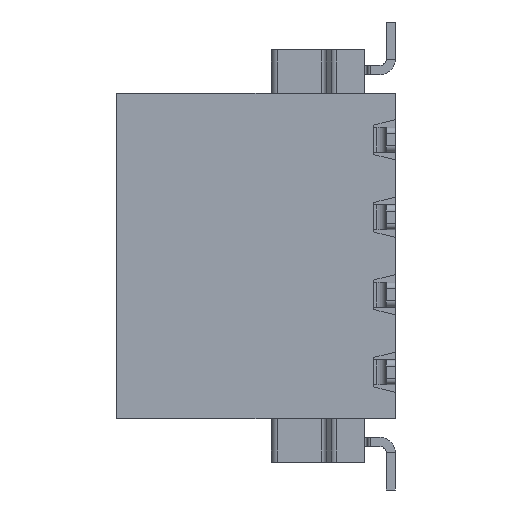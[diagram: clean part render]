
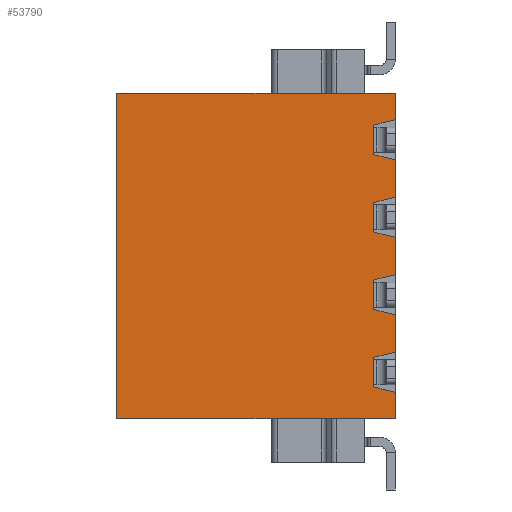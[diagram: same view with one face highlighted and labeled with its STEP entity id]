
A CAD part, front view. The second image highlights one B-rep face of the part: STEP entity #53790.
In plain terms, the highlighted planar face has unit normal (0, -1, 0).
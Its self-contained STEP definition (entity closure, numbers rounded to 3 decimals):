
#6460=CARTESIAN_POINT('',(-4.539,-17.222,5.55));
#6470=VERTEX_POINT('',#6460);
#6520=CARTESIAN_POINT('',(0.,-17.222,5.55));
#6530=DIRECTION('',(1.,0.,0.));
#6540=VECTOR('',#6530,1.);
#6550=LINE('',#6520,#6540);
#6560=CARTESIAN_POINT('',(-13.539,-17.222,5.55));
#6570=VERTEX_POINT('',#6560);
#6580=EDGE_CURVE('',#6570,#6470,#6550,.T.);
#9520=CARTESIAN_POINT('',(-5.239,-17.222,2.025));
#9530=VERTEX_POINT('',#9520);
#9560=CARTESIAN_POINT('',(0.,-17.222,3.335));
#9570=DIRECTION('',(-0.97,0.,-0.243));
#9580=VECTOR('',#9570,1.);
#9590=LINE('',#9560,#9580);
#9600=CARTESIAN_POINT('',(-4.539,-17.222,2.2));
#9610=VERTEX_POINT('',#9600);
#9620=EDGE_CURVE('',#9610,#9530,#9590,.T.);
#25360=CARTESIAN_POINT('',(0.,-17.222,5.835));
#25370=DIRECTION('',(-0.97,0.,-0.243));
#25380=VECTOR('',#25370,1.);
#25390=LINE('',#25360,#25380);
#25400=CARTESIAN_POINT('',(-4.539,-17.222,4.7));
#25410=VERTEX_POINT('',#25400);
#25420=CARTESIAN_POINT('',(-5.239,-17.222,4.525));
#25430=VERTEX_POINT('',#25420);
#25440=EDGE_CURVE('',#25410,#25430,#25390,.T.);
#36320=CARTESIAN_POINT('',(-5.239,-17.222,1.075));
#36330=VERTEX_POINT('',#36320);
#36360=CARTESIAN_POINT('',(-5.239,-17.222,-2.5));
#36370=DIRECTION('',(0.,0.,1.));
#36380=VECTOR('',#36370,1.);
#36390=LINE('',#36360,#36380);
#36400=EDGE_CURVE('',#36330,#9530,#36390,.T.);
#41110=CARTESIAN_POINT('',(-4.539,-17.222,3.4));
#41120=VERTEX_POINT('',#41110);
#41170=CARTESIAN_POINT('',(0.,-17.222,2.265));
#41180=DIRECTION('',(0.97,0.,-0.243));
#41190=VECTOR('',#41180,1.);
#41200=LINE('',#41170,#41190);
#41210=CARTESIAN_POINT('',(-5.239,-17.222,3.575));
#41220=VERTEX_POINT('',#41210);
#41230=EDGE_CURVE('',#41220,#41120,#41200,.T.);
#42870=CARTESIAN_POINT('',(-5.239,-17.222,0.));
#42880=DIRECTION('',(0.,0.,1.));
#42890=VECTOR('',#42880,1.);
#42900=LINE('',#42870,#42890);
#42910=EDGE_CURVE('',#41220,#25430,#42900,.T.);
#52640=CARTESIAN_POINT('',(-11.497,-17.222,-3.722
));
#52650=DIRECTION('',(0.,-1.,0.));
#52660=DIRECTION('',(1.,0.,0.));
#52670=AXIS2_PLACEMENT_3D('',#52640,#52650,#52660);
#52680=PLANE('',#52670);
#52690=ORIENTED_EDGE('',*,*,#6580,.F.);
#52700=CARTESIAN_POINT('',(-4.539,-17.222,2.55));
#52710=DIRECTION('',(0.,0.,-1.));
#52720=VECTOR('',#52710,1.);
#52730=LINE('',#52700,#52720);
#52740=EDGE_CURVE('',#6470,#25410,#52730,.T.);
#52750=ORIENTED_EDGE('',*,*,#52740,.F.);
#52760=ORIENTED_EDGE('',*,*,#25440,.F.);
#52770=ORIENTED_EDGE('',*,*,#42910,.T.);
#52780=ORIENTED_EDGE('',*,*,#41230,.F.);
#52790=CARTESIAN_POINT('',(-4.539,-17.222,5.05));
#52800=DIRECTION('',(0.,0.,-1.));
#52810=VECTOR('',#52800,1.);
#52820=LINE('',#52790,#52810);
#52830=EDGE_CURVE('',#41120,#9610,#52820,.T.);
#52840=ORIENTED_EDGE('',*,*,#52830,.F.);
#52850=ORIENTED_EDGE('',*,*,#9620,.F.);
#52860=ORIENTED_EDGE('',*,*,#36400,.T.);
#52870=CARTESIAN_POINT('',(0.,-17.222,-0.235));
#52880=DIRECTION('',(0.97,0.,-0.243));
#52890=VECTOR('',#52880,1.);
#52900=LINE('',#52870,#52890);
#52910=CARTESIAN_POINT('',(-4.539,-17.222,0.9));
#52920=VERTEX_POINT('',#52910);
#52930=EDGE_CURVE('',#36330,#52920,#52900,.T.);
#52940=ORIENTED_EDGE('',*,*,#52930,.F.);
#52950=CARTESIAN_POINT('',(-4.539,-17.222,2.55));
#52960=DIRECTION('',(0.,0.,-1.));
#52970=VECTOR('',#52960,1.);
#52980=LINE('',#52950,#52970);
#52990=CARTESIAN_POINT('',(-4.539,-17.222,-0.3));
#53000=VERTEX_POINT('',#52990);
#53010=EDGE_CURVE('',#52920,#53000,#52980,.T.);
#53020=ORIENTED_EDGE('',*,*,#53010,.F.);
#53030=CARTESIAN_POINT('',(0.,-17.222,0.835));
#53040=DIRECTION('',(-0.97,0.,-0.243));
#53050=VECTOR('',#53040,1.);
#53060=LINE('',#53030,#53050);
#53070=CARTESIAN_POINT('',(-5.239,-17.222,-0.475));
#53080=VERTEX_POINT('',#53070);
#53090=EDGE_CURVE('',#53000,#53080,#53060,.T.);
#53100=ORIENTED_EDGE('',*,*,#53090,.F.);
#53110=CARTESIAN_POINT('',(-5.239,-17.222,-1.425));
#53120=VERTEX_POINT('',#53110);
#53130=EDGE_CURVE('',#53120,#53080,#36390,.T.);
#53140=ORIENTED_EDGE('',*,*,#53130,.T.);
#53150=CARTESIAN_POINT('',(0.,-17.222,-2.735));
#53160=DIRECTION('',(0.97,0.,-0.243));
#53170=VECTOR('',#53160,1.);
#53180=LINE('',#53150,#53170);
#53190=CARTESIAN_POINT('',(-4.539,-17.222,-1.6));
#53200=VERTEX_POINT('',#53190);
#53210=EDGE_CURVE('',#53120,#53200,#53180,.T.);
#53220=ORIENTED_EDGE('',*,*,#53210,.F.);
#53230=CARTESIAN_POINT('',(-4.539,-17.222,0.05));
#53240=DIRECTION('',(0.,0.,-1.));
#53250=VECTOR('',#53240,1.);
#53260=LINE('',#53230,#53250);
#53270=CARTESIAN_POINT('',(-4.539,-17.222,-2.8));
#53280=VERTEX_POINT('',#53270);
#53290=EDGE_CURVE('',#53200,#53280,#53260,.T.);
#53300=ORIENTED_EDGE('',*,*,#53290,.F.);
#53310=CARTESIAN_POINT('',(0.,-17.222,-1.665));
#53320=DIRECTION('',(-0.97,0.,-0.243));
#53330=VECTOR('',#53320,1.);
#53340=LINE('',#53310,#53330);
#53350=CARTESIAN_POINT('',(-5.239,-17.222,-2.975));
#53360=VERTEX_POINT('',#53350);
#53370=EDGE_CURVE('',#53280,#53360,#53340,.T.);
#53380=ORIENTED_EDGE('',*,*,#53370,.F.);
#53390=CARTESIAN_POINT('',(-5.239,-17.222,-5.));
#53400=DIRECTION('',(0.,0.,1.));
#53410=VECTOR('',#53400,1.);
#53420=LINE('',#53390,#53410);
#53430=CARTESIAN_POINT('',(-5.239,-17.222,-3.925));
#53440=VERTEX_POINT('',#53430);
#53450=EDGE_CURVE('',#53440,#53360,#53420,.T.);
#53460=ORIENTED_EDGE('',*,*,#53450,.T.);
#53470=CARTESIAN_POINT('',(0.,-17.222,-5.235));
#53480=DIRECTION('',(0.97,0.,-0.243));
#53490=VECTOR('',#53480,1.);
#53500=LINE('',#53470,#53490);
#53510=CARTESIAN_POINT('',(-4.539,-17.222,-4.1));
#53520=VERTEX_POINT('',#53510);
#53530=EDGE_CURVE('',#53440,#53520,#53500,.T.);
#53540=ORIENTED_EDGE('',*,*,#53530,.F.);
#53550=CARTESIAN_POINT('',(-4.539,-17.222,0.05));
#53560=DIRECTION('',(0.,0.,-1.));
#53570=VECTOR('',#53560,1.);
#53580=LINE('',#53550,#53570);
#53590=CARTESIAN_POINT('',(-4.539,-17.222,-4.95));
#53600=VERTEX_POINT('',#53590);
#53610=EDGE_CURVE('',#53520,#53600,#53580,.T.);
#53620=ORIENTED_EDGE('',*,*,#53610,.F.);
#53630=CARTESIAN_POINT('',(0.,-17.222,-4.95));
#53640=DIRECTION('',(-1.,0.,0.));
#53650=VECTOR('',#53640,1.);
#53660=LINE('',#53630,#53650);
#53670=CARTESIAN_POINT('',(-13.539,-17.222,-4.95));
#53680=VERTEX_POINT('',#53670);
#53690=EDGE_CURVE('',#53600,#53680,#53660,.T.);
#53700=ORIENTED_EDGE('',*,*,#53690,.F.);
#53710=CARTESIAN_POINT('',(-13.539,-17.222,-5.));
#53720=DIRECTION('',(0.,0.,1.));
#53730=VECTOR('',#53720,1.);
#53740=LINE('',#53710,#53730);
#53750=EDGE_CURVE('',#53680,#6570,#53740,.T.);
#53760=ORIENTED_EDGE('',*,*,#53750,.F.);
#53770=EDGE_LOOP('',(#53760,#53700,#53620,#53540,#53460,#53380,#53300,
#53220,#53140,#53100,#53020,#52940,#52860,#52850,#52840,#52780,#52770,
#52760,#52750,#52690));
#53780=FACE_OUTER_BOUND('',#53770,.T.);
#53790=ADVANCED_FACE('',(#53780),#52680,.T.);
